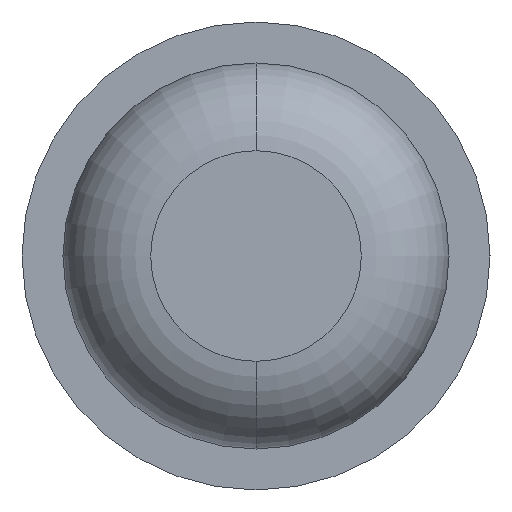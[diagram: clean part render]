
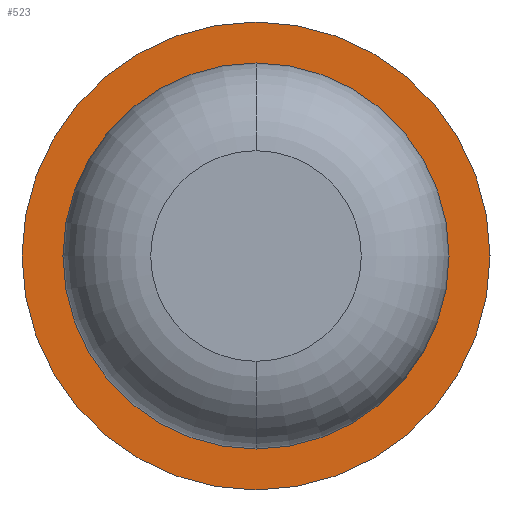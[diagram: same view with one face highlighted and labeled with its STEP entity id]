
A CAD part, front view. The second image highlights one B-rep face of the part: STEP entity #523.
In plain terms, the highlighted planar face has unit normal (0, -1, 0).
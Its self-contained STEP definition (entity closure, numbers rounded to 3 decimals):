
#16 = PLANE ( 'NONE',  #3786 ) ;
#56 = EDGE_CURVE ( 'Defeature ausgef�hrt1_1+Defeature ausgef�hrt1_5+Defeature ausgef�hrt1_5+Defeature ausgef�hrt1_5', #420, #909, #3050, .T. ) ;
#405 = DIRECTION ( 'NONE',  ( 0., -1., 0. ) ) ;
#420 = VERTEX_POINT ( 'NONE', #3125 ) ;
#523 = ADVANCED_FACE ( 'Defeature ausgef�hrt1_5', ( #770, #3438 ), #16, .T. ) ;
#655 = ORIENTED_EDGE ( 'NONE', *, *, #56, .F. ) ;
#770 = FACE_BOUND ( 'NONE', #2296, .T. ) ;
#825 = CARTESIAN_POINT ( 'NONE',  ( 0., -3., 1. ) ) ;
#851 = VERTEX_POINT ( 'NONE', #2021 ) ;
#909 = VERTEX_POINT ( 'NONE', #1626 ) ;
#1034 = AXIS2_PLACEMENT_3D ( 'NONE', #1889, #405, #1264 ) ;
#1080 = EDGE_CURVE ( 'Defeature ausgef�hrt1_6+Defeature ausgef�hrt1_5+Defeature ausgef�hrt1_5+Defeature ausgef�hrt1_5', #851, #3187, #1986, .T. ) ;
#1082 = CARTESIAN_POINT ( 'NONE',  ( 0., -3., 0. ) ) ;
#1255 = CARTESIAN_POINT ( 'NONE',  ( -1., -3., 0. ) ) ;
#1264 = DIRECTION ( 'NONE',  ( 0., 0., -1. ) ) ;
#1327 = CIRCLE ( 'NONE', #3378, 0.825 ) ;
#1626 = CARTESIAN_POINT ( 'NONE',  ( 0., -3., 0.825 ) ) ;
#1640 = ORIENTED_EDGE ( 'NONE', *, *, #3588, .F. ) ;
#1741 = ORIENTED_EDGE ( 'NONE', *, *, #1080, .F. ) ;
#1858 = DIRECTION ( 'NONE',  ( 0., 0., -1. ) ) ;
#1889 = CARTESIAN_POINT ( 'NONE',  ( 0., -3., 0. ) ) ;
#1901 = CARTESIAN_POINT ( 'NONE',  ( 0., -3., 0. ) ) ;
#1986 = CIRCLE ( 'NONE', #3404, 1. ) ;
#2016 = DIRECTION ( 'NONE',  ( 0., 1., 0. ) ) ;
#2021 = CARTESIAN_POINT ( 'NONE',  ( 0., -3., -1. ) ) ;
#2228 = DIRECTION ( 'NONE',  ( 0., 0., -1. ) ) ;
#2296 = EDGE_LOOP ( 'NONE', ( #2409, #655 ) ) ;
#2409 = ORIENTED_EDGE ( 'NONE', *, *, #3434, .F. ) ;
#3050 = CIRCLE ( 'NONE', #1034, 0.825 ) ;
#3125 = CARTESIAN_POINT ( 'NONE',  ( 0., -3., -0.825 ) ) ;
#3187 = VERTEX_POINT ( 'NONE', #825 ) ;
#3273 = DIRECTION ( 'NONE',  ( 0., 0., 1. ) ) ;
#3378 = AXIS2_PLACEMENT_3D ( 'NONE', #1901, #3491, #2228 ) ;
#3404 = AXIS2_PLACEMENT_3D ( 'NONE', #1082, #2016, #3554 ) ;
#3434 = EDGE_CURVE ( 'Defeature ausgef�hrt1_1+Defeature ausgef�hrt1_5+Defeature ausgef�hrt1_5+Defeature ausgef�hrt1_5', #909, #420, #1327, .T. ) ;
#3438 = FACE_OUTER_BOUND ( 'NONE', #3520, .T. ) ;
#3491 = DIRECTION ( 'NONE',  ( 0., -1., 0. ) ) ;
#3520 = EDGE_LOOP ( 'NONE', ( #1640, #1741 ) ) ;
#3537 = AXIS2_PLACEMENT_3D ( 'NONE', #3567, #3889, #3273 ) ;
#3554 = DIRECTION ( 'NONE',  ( 0., 0., 1. ) ) ;
#3567 = CARTESIAN_POINT ( 'NONE',  ( 0., -3., 0. ) ) ;
#3588 = EDGE_CURVE ( 'Defeature ausgef�hrt1_6+Defeature ausgef�hrt1_5+Defeature ausgef�hrt1_5+Defeature ausgef�hrt1_5', #3187, #851, #3762, .T. ) ;
#3743 = DIRECTION ( 'NONE',  ( 0., -1., 0. ) ) ;
#3762 = CIRCLE ( 'NONE', #3537, 1. ) ;
#3786 = AXIS2_PLACEMENT_3D ( 'NONE', #1255, #3743, #1858 ) ;
#3889 = DIRECTION ( 'NONE',  ( 0., 1., 0. ) ) ;
